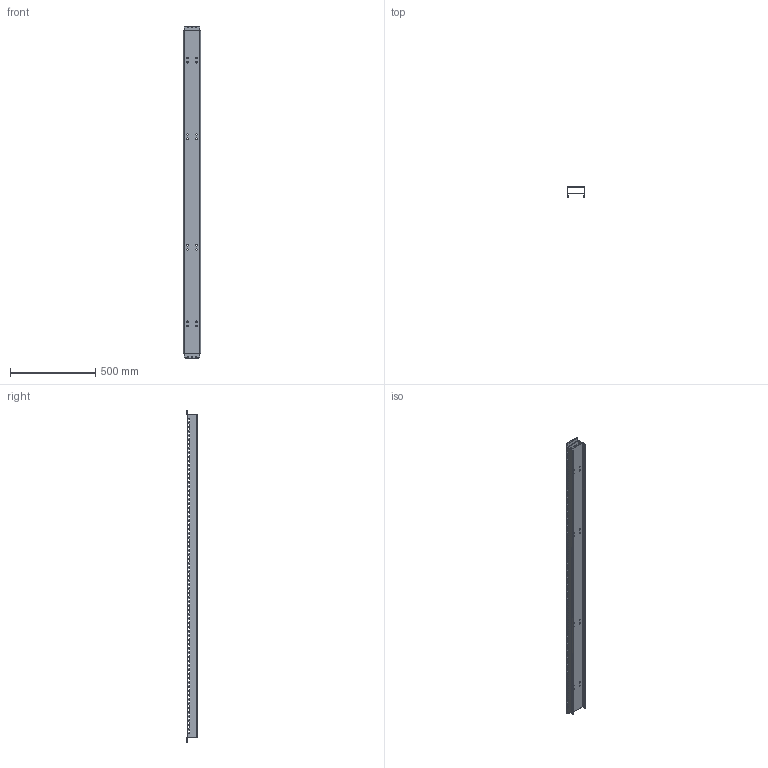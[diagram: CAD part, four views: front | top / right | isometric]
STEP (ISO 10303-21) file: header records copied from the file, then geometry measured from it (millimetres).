
FILE_DESCRIPTION (( 'STEP AP214' ), '1' );
FILE_NAME ('602.200.STEP', '2024-09-17T11:20:56', ( '' ), ( '' ), 'SwSTEP 2.0', 'SolidWorks 2021', '' );
FILE_SCHEMA (( 'AUTOMOTIVE_DESIGN' ));
Length unit declared in the file: millimetre
Products named in the file (3): 602.200; 602.200-02; 602.200-01
Assembly tree (2 placements, depth 2):
  602.200
    602.200-01
    602.200-02
Bounding box: 100 x 59.23 x 1950 mm (x, y, z)
Volume: 790477 mm3; surface area: 1349533.6 mm2
Topology: 2 solids, 2 shells, 2317 faces, 6867 edges, 4554 vertices
Faces by surface type: plane 1360, cylinder 941, bspline 16
Entity records: 81233 total; most frequent: CARTESIAN_POINT 14323, ORIENTED_EDGE 13734, DIRECTION 13317, EDGE_CURVE 6867, LINE 4941, VECTOR 4941, VERTEX_POINT 4554, AXIS2_PLACEMENT_3D 4188
